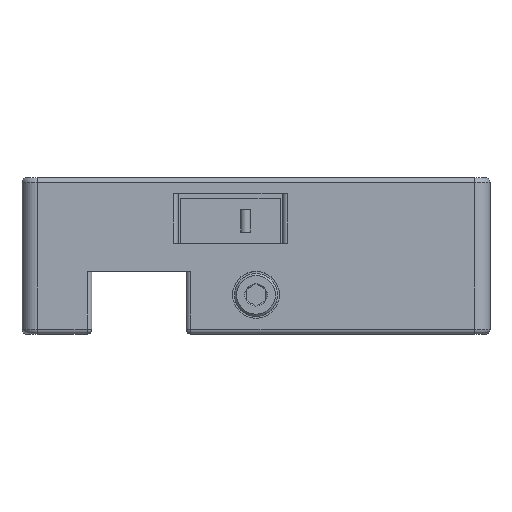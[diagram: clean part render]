
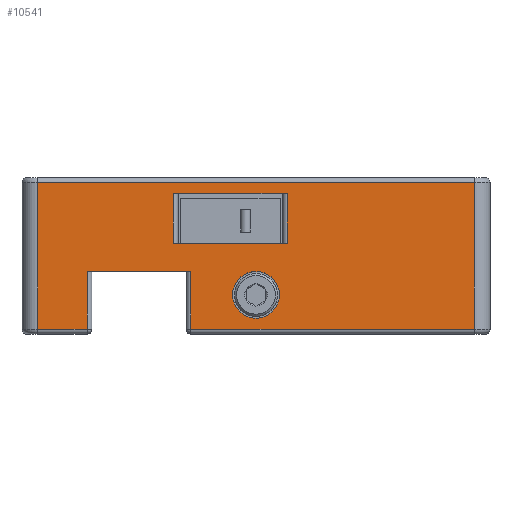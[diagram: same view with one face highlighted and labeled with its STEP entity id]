
A CAD part, top view. The second image highlights one B-rep face of the part: STEP entity #10541.
In plain terms, the highlighted planar face has unit normal (0, 0, 1).
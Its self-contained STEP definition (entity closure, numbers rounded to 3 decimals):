
#817=FACE_BOUND('',#2314,.T.);
#818=FACE_BOUND('',#2315,.T.);
#1090=PLANE('',#11526);
#1674=FACE_OUTER_BOUND('',#2313,.T.);
#2313=EDGE_LOOP('',(#9614,#9615,#9616,#9617,#9618,#9619,#9620,#9621));
#2314=EDGE_LOOP('',(#9622));
#2315=EDGE_LOOP('',(#9623,#9624,#9625,#9626));
#2978=LINE('',#28971,#3693);
#2981=LINE('',#28982,#3696);
#3011=LINE('',#29071,#3726);
#3033=LINE('',#29136,#3748);
#3034=LINE('',#29139,#3749);
#3035=LINE('',#29141,#3750);
#3036=LINE('',#29143,#3751);
#3037=LINE('',#29144,#3752);
#3038=LINE('',#29149,#3753);
#3039=LINE('',#29151,#3754);
#3040=LINE('',#29153,#3755);
#3041=LINE('',#29154,#3756);
#3693=VECTOR('',#13835,10.);
#3696=VECTOR('',#13850,10.);
#3726=VECTOR('',#13936,10.);
#3748=VECTOR('',#14008,10.);
#3749=VECTOR('',#14013,10.);
#3750=VECTOR('',#14014,10.);
#3751=VECTOR('',#14015,10.);
#3752=VECTOR('',#14016,10.);
#3753=VECTOR('',#14019,10.);
#3754=VECTOR('',#14020,10.);
#3755=VECTOR('',#14021,10.);
#3756=VECTOR('',#14022,10.);
#4176=CIRCLE('',#11527,3.);
#5118=VERTEX_POINT('',#28964);
#5119=VERTEX_POINT('',#28969);
#5121=VERTEX_POINT('',#28980);
#5151=VERTEX_POINT('',#29068);
#5152=VERTEX_POINT('',#29070);
#5170=VERTEX_POINT('',#29135);
#5171=VERTEX_POINT('',#29140);
#5172=VERTEX_POINT('',#29142);
#5173=VERTEX_POINT('',#29145);
#5174=VERTEX_POINT('',#29147);
#5175=VERTEX_POINT('',#29148);
#5176=VERTEX_POINT('',#29150);
#5177=VERTEX_POINT('',#29152);
#6589=EDGE_CURVE('',#5119,#5118,#2978,.T.);
#6595=EDGE_CURVE('',#5121,#5119,#2981,.T.);
#6638=EDGE_CURVE('',#5151,#5152,#3011,.T.);
#6672=EDGE_CURVE('',#5152,#5170,#3033,.T.);
#6674=EDGE_CURVE('',#5170,#5121,#3034,.T.);
#6675=EDGE_CURVE('',#5171,#5151,#3035,.T.);
#6676=EDGE_CURVE('',#5172,#5171,#3036,.T.);
#6677=EDGE_CURVE('',#5118,#5172,#3037,.T.);
#6678=EDGE_CURVE('',#5173,#5173,#4176,.T.);
#6679=EDGE_CURVE('',#5174,#5175,#3038,.T.);
#6680=EDGE_CURVE('',#5176,#5175,#3039,.T.);
#6681=EDGE_CURVE('',#5176,#5177,#3040,.T.);
#6682=EDGE_CURVE('',#5174,#5177,#3041,.T.);
#9614=ORIENTED_EDGE('',*,*,#6589,.F.);
#9615=ORIENTED_EDGE('',*,*,#6595,.F.);
#9616=ORIENTED_EDGE('',*,*,#6674,.F.);
#9617=ORIENTED_EDGE('',*,*,#6672,.F.);
#9618=ORIENTED_EDGE('',*,*,#6638,.F.);
#9619=ORIENTED_EDGE('',*,*,#6675,.F.);
#9620=ORIENTED_EDGE('',*,*,#6676,.F.);
#9621=ORIENTED_EDGE('',*,*,#6677,.F.);
#9622=ORIENTED_EDGE('',*,*,#6678,.T.);
#9623=ORIENTED_EDGE('',*,*,#6679,.T.);
#9624=ORIENTED_EDGE('',*,*,#6680,.F.);
#9625=ORIENTED_EDGE('',*,*,#6681,.T.);
#9626=ORIENTED_EDGE('',*,*,#6682,.F.);
#10541=ADVANCED_FACE('',(#1674,#817,#818),#1090,.T.);
#11526=AXIS2_PLACEMENT_3D('',#29138,#14011,#14012);
#11527=AXIS2_PLACEMENT_3D('',#29146,#14017,#14018);
#13835=DIRECTION('',(-1.,0.,0.));
#13850=DIRECTION('',(0.,-1.,0.));
#13936=DIRECTION('',(-1.,0.,0.));
#14008=DIRECTION('',(0.,1.,0.));
#14011=DIRECTION('center_axis',(0.,0.,1.));
#14012=DIRECTION('ref_axis',(1.,0.,0.));
#14013=DIRECTION('',(-1.,0.,0.));
#14014=DIRECTION('',(0.,-1.,0.));
#14015=DIRECTION('',(1.,0.,0.));
#14016=DIRECTION('',(0.,1.,0.));
#14017=DIRECTION('center_axis',(0.,0.,-1.));
#14018=DIRECTION('ref_axis',(1.,0.,0.));
#14019=DIRECTION('',(-1.,0.,0.));
#14020=DIRECTION('',(0.,-1.,0.));
#14021=DIRECTION('',(1.,0.,0.));
#14022=DIRECTION('',(0.,1.,0.));
#28964=CARTESIAN_POINT('',(-28.,0.6,0.));
#28969=CARTESIAN_POINT('',(-21.65,0.6,0.));
#28971=CARTESIAN_POINT('',(-10.525,0.6,0.));
#28980=CARTESIAN_POINT('',(-21.65,8.,0.));
#28982=CARTESIAN_POINT('',(-21.65,9.,0.));
#29068=CARTESIAN_POINT('',(28.,0.6,0.));
#29070=CARTESIAN_POINT('',(-8.35,0.6,0.));
#29071=CARTESIAN_POINT('',(15.,0.6,0.));
#29135=CARTESIAN_POINT('',(-8.35,8.,0.));
#29136=CARTESIAN_POINT('',(-8.35,5.,0.));
#29138=CARTESIAN_POINT('Origin',(0.,10.,0.));
#29139=CARTESIAN_POINT('',(-8.95,8.,0.));
#29140=CARTESIAN_POINT('',(28.,19.4,0.));
#29141=CARTESIAN_POINT('',(28.,15.,0.));
#29142=CARTESIAN_POINT('',(-28.,19.4,0.));
#29143=CARTESIAN_POINT('',(-15.,19.4,0.));
#29144=CARTESIAN_POINT('',(-28.,5.,0.));
#29145=CARTESIAN_POINT('',(-3.,5.,0.));
#29146=CARTESIAN_POINT('Origin',(0.,5.,0.));
#29147=CARTESIAN_POINT('',(4.,11.6,0.));
#29148=CARTESIAN_POINT('',(-10.6,11.6,0.));
#29149=CARTESIAN_POINT('',(1.7,11.6,0.));
#29150=CARTESIAN_POINT('',(-10.6,18.,0.));
#29151=CARTESIAN_POINT('',(-10.6,10.8,0.));
#29152=CARTESIAN_POINT('',(4.,18.,0.));
#29153=CARTESIAN_POINT('',(-5.,18.,0.));
#29154=CARTESIAN_POINT('',(4.,14.,0.));
